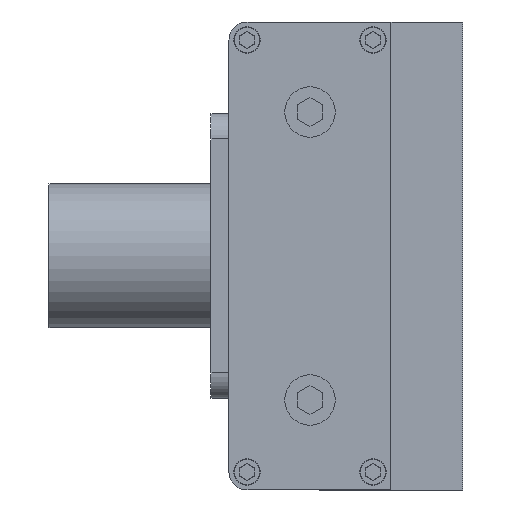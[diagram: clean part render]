
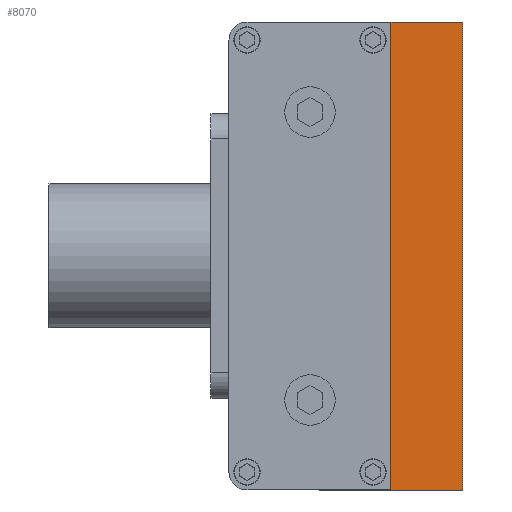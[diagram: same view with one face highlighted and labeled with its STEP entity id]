
A CAD part, left-side view. The second image highlights one B-rep face of the part: STEP entity #8070.
In plain terms, the highlighted planar face has unit normal (-1, 0, 0).
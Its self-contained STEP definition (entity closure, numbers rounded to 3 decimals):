
#139 = VECTOR ( 'NONE', #9684, 1000. ) ;
#565 = EDGE_CURVE ( 'NONE', #3590, #8752, #11369, .T. ) ;
#614 = CARTESIAN_POINT ( 'NONE',  ( -464., 0., -65. ) ) ;
#1155 = LINE ( 'NONE', #7414, #5346 ) ;
#1585 = LINE ( 'NONE', #7905, #139 ) ;
#1663 = EDGE_CURVE ( 'NONE', #9458, #1727, #1155, .T. ) ;
#1727 = VERTEX_POINT ( 'NONE', #7581 ) ;
#1775 = PLANE ( 'NONE',  #8711 ) ;
#1919 = VECTOR ( 'NONE', #9407, 1000. ) ;
#2437 = CARTESIAN_POINT ( 'NONE',  ( -464., -20., 65. ) ) ;
#3170 = ORIENTED_EDGE ( 'NONE', *, *, #9663, .F. ) ;
#3439 = VECTOR ( 'NONE', #4933, 1000. ) ;
#3590 = VERTEX_POINT ( 'NONE', #11003 ) ;
#4197 = LINE ( 'NONE', #11349, #1919 ) ;
#4252 = ORIENTED_EDGE ( 'NONE', *, *, #7842, .T. ) ;
#4570 = ORIENTED_EDGE ( 'NONE', *, *, #565, .F. ) ;
#4933 = DIRECTION ( 'NONE',  ( 0., 1., 0. ) ) ;
#5346 = VECTOR ( 'NONE', #9194, 1000. ) ;
#5706 = CARTESIAN_POINT ( 'NONE',  ( -464., -20., -65. ) ) ;
#7414 = CARTESIAN_POINT ( 'NONE',  ( -464., -20., 65. ) ) ;
#7581 = CARTESIAN_POINT ( 'NONE',  ( -464., 0., 65. ) ) ;
#7778 = ORIENTED_EDGE ( 'NONE', *, *, #1663, .T. ) ;
#7842 = EDGE_CURVE ( 'NONE', #1727, #8752, #4197, .T. ) ;
#7905 = CARTESIAN_POINT ( 'NONE',  ( -464., -20., 65. ) ) ;
#8070 = ADVANCED_FACE ( 'NONE', ( #9870 ), #1775, .F. ) ;
#8711 = AXIS2_PLACEMENT_3D ( 'NONE', #2437, #11520, #8922 ) ;
#8752 = VERTEX_POINT ( 'NONE', #614 ) ;
#8922 = DIRECTION ( 'NONE',  ( 0., 0., -1. ) ) ;
#9194 = DIRECTION ( 'NONE',  ( 0., 1., 0. ) ) ;
#9407 = DIRECTION ( 'NONE',  ( 0., 0., -1. ) ) ;
#9458 = VERTEX_POINT ( 'NONE', #10989 ) ;
#9663 = EDGE_CURVE ( 'NONE', #9458, #3590, #1585, .T. ) ;
#9684 = DIRECTION ( 'NONE',  ( 0., 0., -1. ) ) ;
#9784 = EDGE_LOOP ( 'NONE', ( #4252, #4570, #3170, #7778 ) ) ;
#9870 = FACE_OUTER_BOUND ( 'NONE', #9784, .T. ) ;
#10989 = CARTESIAN_POINT ( 'NONE',  ( -464., -20., 65. ) ) ;
#11003 = CARTESIAN_POINT ( 'NONE',  ( -464., -20., -65. ) ) ;
#11349 = CARTESIAN_POINT ( 'NONE',  ( -464., 0., 65. ) ) ;
#11369 = LINE ( 'NONE', #5706, #3439 ) ;
#11520 = DIRECTION ( 'NONE',  ( 1., 0., 0. ) ) ;
